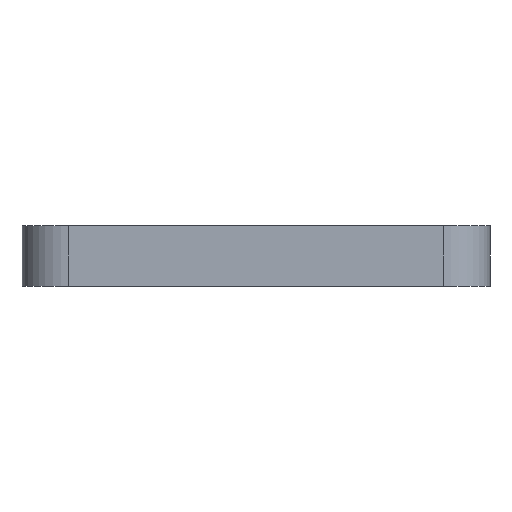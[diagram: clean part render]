
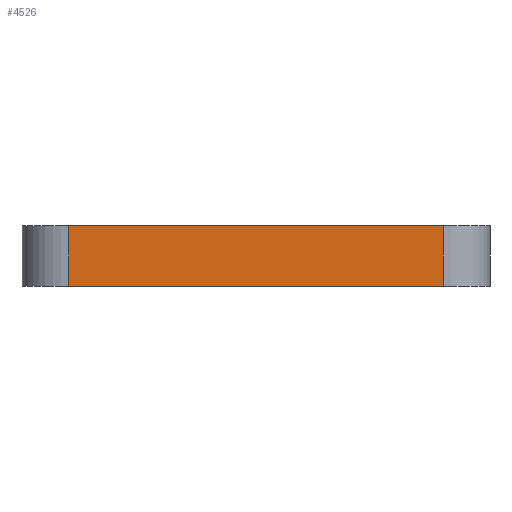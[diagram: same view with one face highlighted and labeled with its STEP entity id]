
A CAD part, left-side view. The second image highlights one B-rep face of the part: STEP entity #4526.
In plain terms, the highlighted planar face has unit normal (-1, 0, 0).
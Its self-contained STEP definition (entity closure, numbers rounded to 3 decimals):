
#227 = EDGE_LOOP ( 'NONE', ( #4504, #3334, #4802, #1847 ) ) ;
#308 = VERTEX_POINT ( 'NONE', #4259 ) ;
#545 = EDGE_CURVE ( 'NONE', #1508, #1398, #4146, .T. ) ;
#805 = CARTESIAN_POINT ( 'NONE',  ( -15.875, 15.875, 0. ) ) ;
#846 = CARTESIAN_POINT ( 'NONE',  ( -15.875, 12.7, 49.001 ) ) ;
#878 = VECTOR ( 'NONE', #1272, 1000. ) ;
#886 = VECTOR ( 'NONE', #2224, 1000. ) ;
#1160 = CARTESIAN_POINT ( 'NONE',  ( -15.875, 15.875, 49.001 ) ) ;
#1272 = DIRECTION ( 'NONE',  ( 0., -1., 0. ) ) ;
#1278 = LINE ( 'NONE', #2580, #3961 ) ;
#1327 = EDGE_CURVE ( 'NONE', #1508, #308, #1278, .T. ) ;
#1333 = EDGE_CURVE ( 'NONE', #2358, #308, #4201, .T. ) ;
#1398 = VERTEX_POINT ( 'NONE', #5174 ) ;
#1508 = VERTEX_POINT ( 'NONE', #4286 ) ;
#1549 = EDGE_CURVE ( 'NONE', #1398, #2358, #3080, .T. ) ;
#1847 = ORIENTED_EDGE ( 'NONE', *, *, #545, .T. ) ;
#2012 = VECTOR ( 'NONE', #3998, 1000. ) ;
#2224 = DIRECTION ( 'NONE',  ( 0., 0., 1. ) ) ;
#2358 = VERTEX_POINT ( 'NONE', #4878 ) ;
#2424 = AXIS2_PLACEMENT_3D ( 'NONE', #1160, #3180, #3570 ) ;
#2580 = CARTESIAN_POINT ( 'NONE',  ( -15.875, 15.875, 4.1 ) ) ;
#2941 = FACE_OUTER_BOUND ( 'NONE', #227, .T. ) ;
#3080 = LINE ( 'NONE', #805, #878 ) ;
#3180 = DIRECTION ( 'NONE',  ( 1., 0., 0. ) ) ;
#3334 = ORIENTED_EDGE ( 'NONE', *, *, #1333, .T. ) ;
#3556 = PLANE ( 'NONE',  #2424 ) ;
#3570 = DIRECTION ( 'NONE',  ( 0., 0., -1. ) ) ;
#3961 = VECTOR ( 'NONE', #4567, 1000. ) ;
#3998 = DIRECTION ( 'NONE',  ( 0., 0., -1. ) ) ;
#4096 = CARTESIAN_POINT ( 'NONE',  ( -15.875, -12.7, 49.001 ) ) ;
#4146 = LINE ( 'NONE', #846, #2012 ) ;
#4201 = LINE ( 'NONE', #4096, #886 ) ;
#4259 = CARTESIAN_POINT ( 'NONE',  ( -15.875, -12.7, 4.1 ) ) ;
#4286 = CARTESIAN_POINT ( 'NONE',  ( -15.875, 12.7, 4.1 ) ) ;
#4504 = ORIENTED_EDGE ( 'NONE', *, *, #1549, .T. ) ;
#4526 = ADVANCED_FACE ( 'NONE', ( #2941 ), #3556, .F. ) ;
#4567 = DIRECTION ( 'NONE',  ( 0., -1., 0. ) ) ;
#4802 = ORIENTED_EDGE ( 'NONE', *, *, #1327, .F. ) ;
#4878 = CARTESIAN_POINT ( 'NONE',  ( -15.875, -12.7, 0. ) ) ;
#5174 = CARTESIAN_POINT ( 'NONE',  ( -15.875, 12.7, 0. ) ) ;
